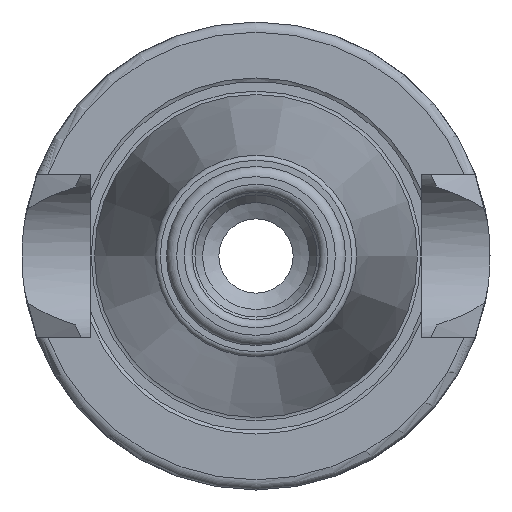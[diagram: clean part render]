
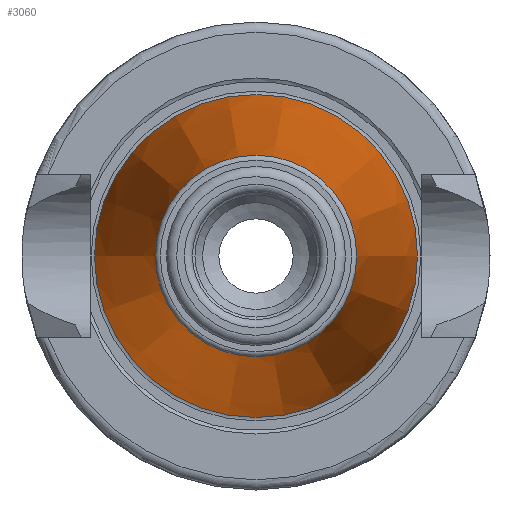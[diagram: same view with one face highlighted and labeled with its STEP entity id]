
A CAD part, left-side view. The second image highlights one B-rep face of the part: STEP entity #3060.
In plain terms, the highlighted conical face has half-angle 8.297 degrees and reference radius 12.887 mm.
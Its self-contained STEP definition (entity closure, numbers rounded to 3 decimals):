
#3026=CARTESIAN_POINT('',(-40.972,9.9,0.0));
#3027=VERTEX_POINT('',#3026);
#3028=CARTESIAN_POINT('',(-40.972,0.0,0.0));
#3029=DIRECTION('',(1.0,0.0,0.0));
#3030=DIRECTION('',(0.0,1.0,0.0));
#3031=AXIS2_PLACEMENT_3D('',#3028,#3029,#3030);
#3032=CIRCLE('',#3031,9.9);
#3033=EDGE_CURVE('',#3027,#3027,#3032,.T.);
#3041=CARTESIAN_POINT('',(-20.486,0.0,0.0));
#3042=DIRECTION('',(1.0,0.0,0.0));
#3043=DIRECTION('',(0.0,1.0,0.0));
#3044=AXIS2_PLACEMENT_3D('',#3041,#3042,#3043);
#3045=CONICAL_SURFACE('',#3044,12.887,8.297);
#3046=CARTESIAN_POINT('',(0.0,15.875,0.0));
#3047=VERTEX_POINT('',#3046);
#3048=CARTESIAN_POINT('',(0.0,0.0,0.0));
#3049=DIRECTION('',(1.0,0.0,0.0));
#3050=DIRECTION('',(0.0,1.0,0.0));
#3051=AXIS2_PLACEMENT_3D('',#3048,#3049,#3050);
#3052=CIRCLE('',#3051,15.875);
#3053=EDGE_CURVE('',#3047,#3047,#3052,.T.);
#3054=ORIENTED_EDGE('',*,*,#3053,.F.);
#3055=EDGE_LOOP('',(#3054));
#3056=FACE_OUTER_BOUND('',#3055,.T.);
#3057=ORIENTED_EDGE('',*,*,#3033,.T.);
#3058=EDGE_LOOP('',(#3057));
#3059=FACE_BOUND('',#3058,.T.);
#3060=ADVANCED_FACE('',(#3056,#3059),#3045,.T.);
